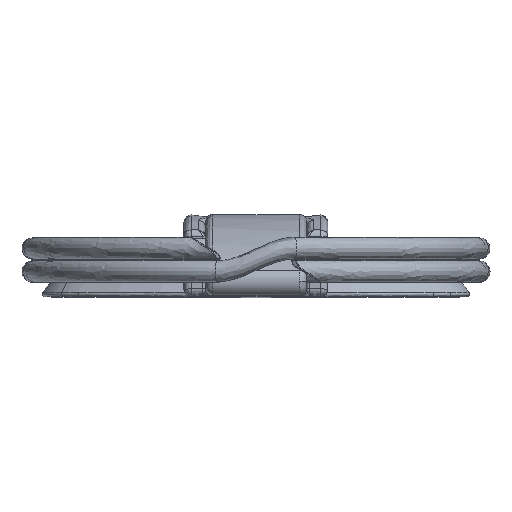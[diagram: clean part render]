
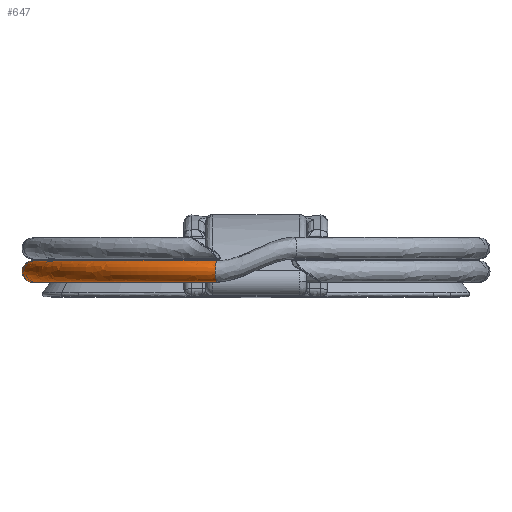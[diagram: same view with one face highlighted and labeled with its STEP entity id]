
A CAD part, top view. The second image highlights one B-rep face of the part: STEP entity #647.
In plain terms, the highlighted free-form (B-spline) face has degree [2, 2] with [5, 5] control points.
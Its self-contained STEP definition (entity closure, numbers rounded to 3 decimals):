
#284 = VERTEX_POINT('',#285);
#285 = CARTESIAN_POINT('',(-3.812,1.062,
    21.618));
#290 = EDGE_CURVE('',#291,#284,#293,.T.);
#291 = VERTEX_POINT('',#292);
#292 = CARTESIAN_POINT('',(-3.812,-1.062,
    21.618));
#293 = B_SPLINE_CURVE_WITH_KNOTS('',3,(#294,#295,#296,#297,#298,#299,
    #300,#301,#302,#303),.UNSPECIFIED.,.F.,.F.,(4,2,2,2,4),(0.,0.25,0.5,
    0.75,1.),.UNSPECIFIED.);
#294 = CARTESIAN_POINT('',(-3.812,-1.062,
    21.618));
#295 = CARTESIAN_POINT('',(-3.86,-1.062,
    21.892));
#296 = CARTESIAN_POINT('',(-3.908,-0.948,
    22.164));
#297 = CARTESIAN_POINT('',(-3.976,-0.554,
    22.551));
#298 = CARTESIAN_POINT('',(-3.996,-0.278,
    22.664));
#299 = CARTESIAN_POINT('',(-3.996,0.278,22.664
    ));
#300 = CARTESIAN_POINT('',(-3.976,0.554,
    22.551));
#301 = CARTESIAN_POINT('',(-3.908,0.948,
    22.164));
#302 = CARTESIAN_POINT('',(-3.86,1.062,
    21.892));
#303 = CARTESIAN_POINT('',(-3.812,1.062,
    21.618));
#647 = ADVANCED_FACE('',(#648),#679,.T.);
#648 = FACE_BOUND('',#649,.T.);
#649 = EDGE_LOOP('',(#650,#660,#670,#678));
#650 = ORIENTED_EDGE('',*,*,#651,.T.);
#651 = EDGE_CURVE('',#284,#652,#654,.T.);
#652 = VERTEX_POINT('',#653);
#653 = CARTESIAN_POINT('',(0.,1.062,-21.951));
#654 = ( BOUNDED_CURVE() B_SPLINE_CURVE(2,(#655,#656,#657,#658,#659),
.UNSPECIFIED.,.F.,.F.) B_SPLINE_CURVE_WITH_KNOTS((3,2,3),(3.316
,4.8,6.283),.PIECEWISE_BEZIER_KNOTS.) CURVE() 
GEOMETRIC_REPRESENTATION_ITEM() RATIONAL_B_SPLINE_CURVE((1.,
0.737,1.,0.737,1.)) REPRESENTATION_ITEM('') );
#655 = CARTESIAN_POINT('',(-3.812,1.062,
    21.618));
#656 = CARTESIAN_POINT('',(-23.621,1.062,
    18.125));
#657 = CARTESIAN_POINT('',(-21.868,1.062,
    -1.913));
#658 = CARTESIAN_POINT('',(-20.115,1.062,
    -21.951));
#659 = CARTESIAN_POINT('',(0.,1.062,
    -21.951));
#660 = ORIENTED_EDGE('',*,*,#661,.T.);
#661 = EDGE_CURVE('',#652,#662,#664,.T.);
#662 = VERTEX_POINT('',#663);
#663 = CARTESIAN_POINT('',(0.,-1.062,-21.951));
#664 = ( BOUNDED_CURVE() B_SPLINE_CURVE(2,(#665,#666,#667,#668,#669),
.UNSPECIFIED.,.F.,.F.) B_SPLINE_CURVE_WITH_KNOTS((3,2,3),(1.571
,3.142,4.712),.PIECEWISE_BEZIER_KNOTS.) CURVE() 
GEOMETRIC_REPRESENTATION_ITEM() RATIONAL_B_SPLINE_CURVE((1.,
0.707,1.,0.707,1.)) REPRESENTATION_ITEM('') );
#665 = CARTESIAN_POINT('',(0.,1.062,-21.951));
#666 = CARTESIAN_POINT('',(0.,1.062,-23.014));
#667 = CARTESIAN_POINT('',(0.,0.,-23.014));
#668 = CARTESIAN_POINT('',(0.,-1.062,-23.014));
#669 = CARTESIAN_POINT('',(0.,-1.062,-21.951));
#670 = ORIENTED_EDGE('',*,*,#671,.F.);
#671 = EDGE_CURVE('',#291,#662,#672,.T.);
#672 = ( BOUNDED_CURVE() B_SPLINE_CURVE(2,(#673,#674,#675,#676,#677),
.UNSPECIFIED.,.F.,.F.) B_SPLINE_CURVE_WITH_KNOTS((3,2,3),(3.316
,4.8,6.283),.PIECEWISE_BEZIER_KNOTS.) CURVE() 
GEOMETRIC_REPRESENTATION_ITEM() RATIONAL_B_SPLINE_CURVE((1.,
0.737,1.,0.737,1.)) REPRESENTATION_ITEM('') );
#673 = CARTESIAN_POINT('',(-3.812,-1.062,
    21.618));
#674 = CARTESIAN_POINT('',(-23.621,-1.062,
    18.125));
#675 = CARTESIAN_POINT('',(-21.868,-1.062,
    -1.913));
#676 = CARTESIAN_POINT('',(-20.115,-1.062,
    -21.951));
#677 = CARTESIAN_POINT('',(0.,-1.062,
    -21.951));
#678 = ORIENTED_EDGE('',*,*,#290,.T.);
#679 = ( BOUNDED_SURFACE() B_SPLINE_SURFACE(2,2,(
    (#680,#681,#682,#683,#684)
    ,(#685,#686,#687,#688,#689)
    ,(#690,#691,#692,#693,#694)
    ,(#695,#696,#697,#698,#699)
    ,(#700,#701,#702,#703,#704
)),.UNSPECIFIED.,.F.,.F.,.F.) B_SPLINE_SURFACE_WITH_KNOTS((3,2,3),(3,2,3
    ),(3.316,4.8,6.283),(4.712,
    6.283,7.854),.PIECEWISE_BEZIER_KNOTS.) 
GEOMETRIC_REPRESENTATION_ITEM() RATIONAL_B_SPLINE_SURFACE((
    (1.,0.707,1.,0.707,1.)
    ,(0.737,0.521,0.737,0.521
      ,0.737)
    ,(1.,0.707,1.,0.707,1.)
    ,(0.737,0.521,0.737,0.521
      ,0.737)
,(1.,0.707,1.,0.707,1.
))) REPRESENTATION_ITEM('') SURFACE() );
#680 = CARTESIAN_POINT('',(-3.812,1.062,
    21.618));
#681 = CARTESIAN_POINT('',(-3.996,1.062,
    22.664));
#682 = CARTESIAN_POINT('',(-3.996,0.,
    22.664));
#683 = CARTESIAN_POINT('',(-3.996,-1.062,
    22.664));
#684 = CARTESIAN_POINT('',(-3.812,-1.062,
    21.618));
#685 = CARTESIAN_POINT('',(-23.621,1.062,
    18.125));
#686 = CARTESIAN_POINT('',(-24.764,1.062,19.002)
  );
#687 = CARTESIAN_POINT('',(-24.764,0.,
    19.002));
#688 = CARTESIAN_POINT('',(-24.764,-1.062,19.002
    ));
#689 = CARTESIAN_POINT('',(-23.621,-1.062,
    18.125));
#690 = CARTESIAN_POINT('',(-21.868,1.062,
    -1.913));
#691 = CARTESIAN_POINT('',(-22.926,1.062,
    -2.006));
#692 = CARTESIAN_POINT('',(-22.926,0.,
    -2.006));
#693 = CARTESIAN_POINT('',(-22.926,-1.062,
    -2.006));
#694 = CARTESIAN_POINT('',(-21.868,-1.062,
    -1.913));
#695 = CARTESIAN_POINT('',(-20.115,1.062,
    -21.951));
#696 = CARTESIAN_POINT('',(-21.088,1.062,
    -23.014));
#697 = CARTESIAN_POINT('',(-21.088,0.,
    -23.014));
#698 = CARTESIAN_POINT('',(-21.088,-1.062,
    -23.014));
#699 = CARTESIAN_POINT('',(-20.115,-1.062,
    -21.951));
#700 = CARTESIAN_POINT('',(0.,1.062,
    -21.951));
#701 = CARTESIAN_POINT('',(0.,1.062,
    -23.014));
#702 = CARTESIAN_POINT('',(0.,0.,
    -23.014));
#703 = CARTESIAN_POINT('',(0.,-1.062,
    -23.014));
#704 = CARTESIAN_POINT('',(0.,-1.062,
    -21.951));
